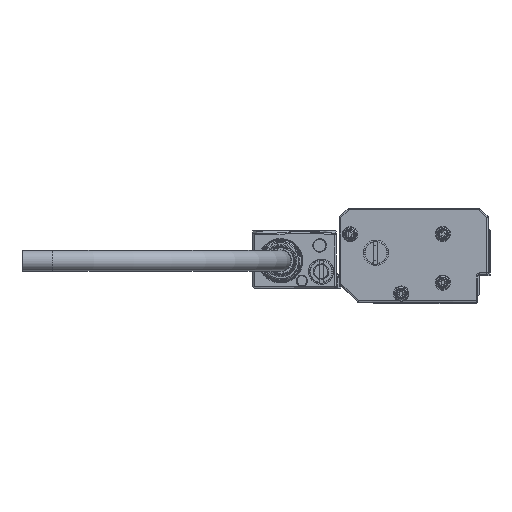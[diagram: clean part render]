
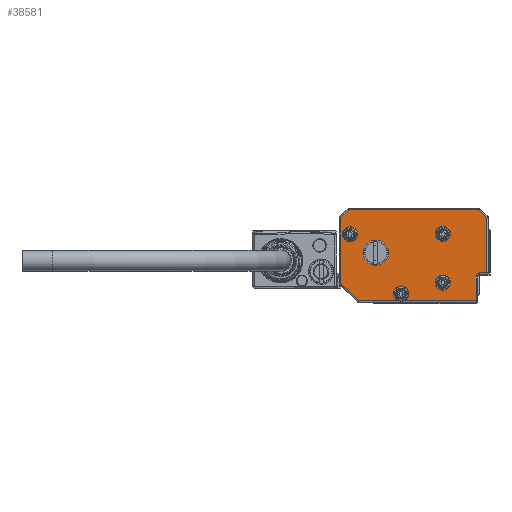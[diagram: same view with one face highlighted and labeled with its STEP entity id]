
A CAD part, left-side view. The second image highlights one B-rep face of the part: STEP entity #38581.
In plain terms, the highlighted planar face has unit normal (-1, 0, 0).
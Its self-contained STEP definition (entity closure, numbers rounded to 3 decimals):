
#38366=AXIS2_PLACEMENT_3D('Circle Axis2P3D',#38364,#38365,$) ;
#38394=AXIS2_PLACEMENT_3D('Circle Axis2P3D',#38392,#38393,$) ;
#38409=AXIS2_PLACEMENT_3D('Plane Axis2P3D',#38406,#38407,#38408) ;
#38413=AXIS2_PLACEMENT_3D('Circle Axis2P3D',#38411,#38412,$) ;
#38420=AXIS2_PLACEMENT_3D('Circle Axis2P3D',#38418,#38419,$) ;
#38427=AXIS2_PLACEMENT_3D('Circle Axis2P3D',#38425,#38426,$) ;
#38439=AXIS2_PLACEMENT_3D('Circle Axis2P3D',#38437,#38438,$) ;
#38511=AXIS2_PLACEMENT_3D('Circle Axis2P3D',#38509,#38510,$) ;
#38520=AXIS2_PLACEMENT_3D('Circle Axis2P3D',#38518,#38519,$) ;
#38529=AXIS2_PLACEMENT_3D('Circle Axis2P3D',#38527,#38528,$) ;
#38538=AXIS2_PLACEMENT_3D('Circle Axis2P3D',#38536,#38537,$) ;
#38547=AXIS2_PLACEMENT_3D('Circle Axis2P3D',#38545,#38546,$) ;
#38556=AXIS2_PLACEMENT_3D('Circle Axis2P3D',#38554,#38555,$) ;
#38565=AXIS2_PLACEMENT_3D('Circle Axis2P3D',#38563,#38564,$) ;
#38574=AXIS2_PLACEMENT_3D('Circle Axis2P3D',#38572,#38573,$) ;
#33204=CARTESIAN_POINT('Vertex',(-773.,8.4,-1.)) ;
#33206=CARTESIAN_POINT('Vertex',(-773.,7.,-1.)) ;
#33209=CARTESIAN_POINT('Line Origine',(-773.,3.5,-1.)) ;
#33213=CARTESIAN_POINT('Vertex',(-773.,21.793,-1.)) ;
#33225=CARTESIAN_POINT('Vertex',(-773.,-17.,-1.)) ;
#33228=CARTESIAN_POINT('Line Origine',(-773.,3.5,-1.)) ;
#38364=CARTESIAN_POINT('Axis2P3D Location',(-773.,7.7,1.4)) ;
#38368=CARTESIAN_POINT('Vertex',(-773.,5.2,1.4)) ;
#38389=CARTESIAN_POINT('Vertex',(-773.,9.894,0.201)) ;
#38392=CARTESIAN_POINT('Axis2P3D Location',(-773.,7.7,1.4)) ;
#38406=CARTESIAN_POINT('Axis2P3D Location',(-773.,-21.5,13.5)) ;
#38411=CARTESIAN_POINT('Axis2P3D Location',(-773.,7.7,1.4)) ;
#38415=CARTESIAN_POINT('Vertex',(-773.,10.2,1.4)) ;
#38418=CARTESIAN_POINT('Axis2P3D Location',(-773.,7.7,1.4)) ;
#38422=CARTESIAN_POINT('Vertex',(-773.,5.506,2.599)) ;
#38425=CARTESIAN_POINT('Axis2P3D Location',(-773.,7.7,1.4)) ;
#38430=CARTESIAN_POINT('Line Origine',(-773.,-17.,3.1)) ;
#38434=CARTESIAN_POINT('Vertex',(-773.,-17.,7.2)) ;
#38437=CARTESIAN_POINT('Axis2P3D Location',(-773.,-18.,7.2)) ;
#38441=CARTESIAN_POINT('Vertex',(-773.,-18.,8.2)) ;
#38444=CARTESIAN_POINT('Line Origine',(-773.,-19.25,8.2)) ;
#38448=CARTESIAN_POINT('Vertex',(-773.,-20.5,8.2)) ;
#38451=CARTESIAN_POINT('Line Origine',(-773.,-20.5,17.246)) ;
#38455=CARTESIAN_POINT('Vertex',(-773.,-20.5,26.293)) ;
#38458=CARTESIAN_POINT('Line Origine',(-773.,-19.146,27.646)) ;
#38462=CARTESIAN_POINT('Vertex',(-773.,-17.793,29.)) ;
#38465=CARTESIAN_POINT('Line Origine',(-773.,3.5,29.)) ;
#38469=CARTESIAN_POINT('Vertex',(-773.,24.793,29.)) ;
#38472=CARTESIAN_POINT('Line Origine',(-773.,26.146,27.646)) ;
#38476=CARTESIAN_POINT('Vertex',(-773.,27.5,26.293)) ;
#38479=CARTESIAN_POINT('Line Origine',(-773.,27.5,15.5)) ;
#38483=CARTESIAN_POINT('Vertex',(-773.,27.5,4.707)) ;
#38486=CARTESIAN_POINT('Line Origine',(-773.,24.646,1.854)) ;
#38509=CARTESIAN_POINT('Axis2P3D Location',(-773.,-6.,5.)) ;
#38513=CARTESIAN_POINT('Vertex',(-773.,-3.806,3.801)) ;
#38515=CARTESIAN_POINT('Vertex',(-773.,-8.194,6.199)) ;
#38518=CARTESIAN_POINT('Axis2P3D Location',(-773.,-6.,5.)) ;
#38527=CARTESIAN_POINT('Axis2P3D Location',(-773.,16.,14.8)) ;
#38531=CARTESIAN_POINT('Vertex',(-773.,11.85,14.8)) ;
#38533=CARTESIAN_POINT('Vertex',(-773.,20.15,14.8)) ;
#38536=CARTESIAN_POINT('Axis2P3D Location',(-773.,16.,14.8)) ;
#38545=CARTESIAN_POINT('Axis2P3D Location',(-773.,-6.,21.)) ;
#38549=CARTESIAN_POINT('Vertex',(-773.,-8.194,22.199)) ;
#38551=CARTESIAN_POINT('Vertex',(-773.,-3.806,19.801)) ;
#38554=CARTESIAN_POINT('Axis2P3D Location',(-773.,-6.,21.)) ;
#38563=CARTESIAN_POINT('Axis2P3D Location',(-773.,24.5,20.9)) ;
#38567=CARTESIAN_POINT('Vertex',(-773.,22.306,22.099)) ;
#38569=CARTESIAN_POINT('Vertex',(-773.,26.694,19.701)) ;
#38572=CARTESIAN_POINT('Axis2P3D Location',(-773.,24.5,20.9)) ;
#33210=DIRECTION('Vector Direction',(0.,1.,0.)) ;
#33229=DIRECTION('Vector Direction',(0.,1.,0.)) ;
#38365=DIRECTION('Axis2P3D Direction',(-1.,0.,0.)) ;
#38393=DIRECTION('Axis2P3D Direction',(-1.,0.,0.)) ;
#38407=DIRECTION('Axis2P3D Direction',(1.,0.,0.)) ;
#38408=DIRECTION('Axis2P3D XDirection',(0.,1.,0.)) ;
#38412=DIRECTION('Axis2P3D Direction',(1.,0.,0.)) ;
#38419=DIRECTION('Axis2P3D Direction',(1.,0.,0.)) ;
#38426=DIRECTION('Axis2P3D Direction',(1.,0.,0.)) ;
#38431=DIRECTION('Vector Direction',(0.,0.,1.)) ;
#38438=DIRECTION('Axis2P3D Direction',(1.,0.,0.)) ;
#38445=DIRECTION('Vector Direction',(0.,-1.,0.)) ;
#38452=DIRECTION('Vector Direction',(0.,0.,1.)) ;
#38459=DIRECTION('Vector Direction',(0.,-0.707,-0.707)) ;
#38466=DIRECTION('Vector Direction',(0.,1.,0.)) ;
#38473=DIRECTION('Vector Direction',(0.,0.707,-0.707)) ;
#38480=DIRECTION('Vector Direction',(0.,0.,-1.)) ;
#38487=DIRECTION('Vector Direction',(0.,-0.707,-0.707)) ;
#38510=DIRECTION('Axis2P3D Direction',(1.,0.,0.)) ;
#38519=DIRECTION('Axis2P3D Direction',(1.,0.,0.)) ;
#38528=DIRECTION('Axis2P3D Direction',(1.,0.,0.)) ;
#38537=DIRECTION('Axis2P3D Direction',(1.,0.,0.)) ;
#38546=DIRECTION('Axis2P3D Direction',(1.,0.,0.)) ;
#38555=DIRECTION('Axis2P3D Direction',(1.,0.,0.)) ;
#38564=DIRECTION('Axis2P3D Direction',(1.,0.,0.)) ;
#38573=DIRECTION('Axis2P3D Direction',(1.,0.,0.)) ;
#33211=VECTOR('Line Direction',#33210,1.) ;
#33230=VECTOR('Line Direction',#33229,1.) ;
#38432=VECTOR('Line Direction',#38431,1.) ;
#38446=VECTOR('Line Direction',#38445,1.) ;
#38453=VECTOR('Line Direction',#38452,1.) ;
#38460=VECTOR('Line Direction',#38459,1.) ;
#38467=VECTOR('Line Direction',#38466,1.) ;
#38474=VECTOR('Line Direction',#38473,1.) ;
#38481=VECTOR('Line Direction',#38480,1.) ;
#38488=VECTOR('Line Direction',#38487,1.) ;
#38492=ORIENTED_EDGE('',*,*,#38396,.T.) ;
#38493=ORIENTED_EDGE('',*,*,#38417,.T.) ;
#38494=ORIENTED_EDGE('',*,*,#38424,.T.) ;
#38495=ORIENTED_EDGE('',*,*,#38429,.T.) ;
#38496=ORIENTED_EDGE('',*,*,#38370,.T.) ;
#38497=ORIENTED_EDGE('',*,*,#33232,.F.) ;
#38498=ORIENTED_EDGE('',*,*,#38436,.F.) ;
#38499=ORIENTED_EDGE('',*,*,#38443,.F.) ;
#38500=ORIENTED_EDGE('',*,*,#38450,.F.) ;
#38501=ORIENTED_EDGE('',*,*,#38457,.F.) ;
#38502=ORIENTED_EDGE('',*,*,#38464,.F.) ;
#38503=ORIENTED_EDGE('',*,*,#38471,.F.) ;
#38504=ORIENTED_EDGE('',*,*,#38478,.F.) ;
#38505=ORIENTED_EDGE('',*,*,#38485,.F.) ;
#38506=ORIENTED_EDGE('',*,*,#38490,.F.) ;
#38507=ORIENTED_EDGE('',*,*,#33215,.F.) ;
#38524=ORIENTED_EDGE('',*,*,#38517,.T.) ;
#38525=ORIENTED_EDGE('',*,*,#38522,.T.) ;
#38542=ORIENTED_EDGE('',*,*,#38535,.T.) ;
#38543=ORIENTED_EDGE('',*,*,#38540,.T.) ;
#38560=ORIENTED_EDGE('',*,*,#38553,.T.) ;
#38561=ORIENTED_EDGE('',*,*,#38558,.T.) ;
#38578=ORIENTED_EDGE('',*,*,#38571,.T.) ;
#38579=ORIENTED_EDGE('',*,*,#38576,.T.) ;
#38526=FACE_BOUND('',#38523,.T.) ;
#38544=FACE_BOUND('',#38541,.T.) ;
#38562=FACE_BOUND('',#38559,.T.) ;
#38580=FACE_BOUND('',#38577,.T.) ;
#38581=ADVANCED_FACE('\X2\FF8AFF9FFF70FF82\X0\ \X2\FF8EFF9EFF83FF9EFF68FF70\X0\',(#38508,#38526,#38544,#38562,#38580),#38410,.F.) ;
#38367=CIRCLE('generated circle',#38366,2.5) ;
#38395=CIRCLE('generated circle',#38394,2.5) ;
#38414=CIRCLE('generated circle',#38413,2.5) ;
#38421=CIRCLE('generated circle',#38420,2.5) ;
#38428=CIRCLE('generated circle',#38427,2.5) ;
#38440=CIRCLE('generated circle',#38439,1.) ;
#38512=CIRCLE('generated circle',#38511,2.5) ;
#38521=CIRCLE('generated circle',#38520,2.5) ;
#38530=CIRCLE('generated circle',#38529,4.15) ;
#38539=CIRCLE('generated circle',#38538,4.15) ;
#38548=CIRCLE('generated circle',#38547,2.5) ;
#38557=CIRCLE('generated circle',#38556,2.5) ;
#38566=CIRCLE('generated circle',#38565,2.5) ;
#38575=CIRCLE('generated circle',#38574,2.5) ;
#33215=EDGE_CURVE('',#33205,#33214,#33212,.T.) ;
#33232=EDGE_CURVE('',#33226,#33207,#33231,.T.) ;
#38370=EDGE_CURVE('',#38369,#33207,#38367,.F.) ;
#38396=EDGE_CURVE('',#33205,#38390,#38395,.F.) ;
#38417=EDGE_CURVE('',#38390,#38416,#38414,.T.) ;
#38424=EDGE_CURVE('',#38416,#38423,#38421,.T.) ;
#38429=EDGE_CURVE('',#38423,#38369,#38428,.T.) ;
#38436=EDGE_CURVE('',#38435,#33226,#38433,.F.) ;
#38443=EDGE_CURVE('',#38442,#38435,#38440,.F.) ;
#38450=EDGE_CURVE('',#38449,#38442,#38447,.F.) ;
#38457=EDGE_CURVE('',#38456,#38449,#38454,.F.) ;
#38464=EDGE_CURVE('',#38463,#38456,#38461,.T.) ;
#38471=EDGE_CURVE('',#38470,#38463,#38468,.F.) ;
#38478=EDGE_CURVE('',#38477,#38470,#38475,.F.) ;
#38485=EDGE_CURVE('',#38484,#38477,#38482,.F.) ;
#38490=EDGE_CURVE('',#33214,#38484,#38489,.F.) ;
#38517=EDGE_CURVE('',#38514,#38516,#38512,.T.) ;
#38522=EDGE_CURVE('',#38516,#38514,#38521,.T.) ;
#38535=EDGE_CURVE('',#38532,#38534,#38530,.T.) ;
#38540=EDGE_CURVE('',#38534,#38532,#38539,.T.) ;
#38553=EDGE_CURVE('',#38550,#38552,#38548,.T.) ;
#38558=EDGE_CURVE('',#38552,#38550,#38557,.T.) ;
#38571=EDGE_CURVE('',#38568,#38570,#38566,.T.) ;
#38576=EDGE_CURVE('',#38570,#38568,#38575,.T.) ;
#38491=EDGE_LOOP('',(#38492,#38493,#38494,#38495,#38496,#38497,#38498,#38499,#38500,#38501,#38502,#38503,#38504,#38505,#38506,#38507)) ;
#38523=EDGE_LOOP('',(#38524,#38525)) ;
#38541=EDGE_LOOP('',(#38542,#38543)) ;
#38559=EDGE_LOOP('',(#38560,#38561)) ;
#38577=EDGE_LOOP('',(#38578,#38579)) ;
#38508=FACE_OUTER_BOUND('',#38491,.T.) ;
#33212=LINE('Line',#33209,#33211) ;
#33231=LINE('Line',#33228,#33230) ;
#38433=LINE('Line',#38430,#38432) ;
#38447=LINE('Line',#38444,#38446) ;
#38454=LINE('Line',#38451,#38453) ;
#38461=LINE('Line',#38458,#38460) ;
#38468=LINE('Line',#38465,#38467) ;
#38475=LINE('Line',#38472,#38474) ;
#38482=LINE('Line',#38479,#38481) ;
#38489=LINE('Line',#38486,#38488) ;
#38410=PLANE('Plane',#38409) ;
#33205=VERTEX_POINT('',#33204) ;
#33207=VERTEX_POINT('',#33206) ;
#33214=VERTEX_POINT('',#33213) ;
#33226=VERTEX_POINT('',#33225) ;
#38369=VERTEX_POINT('',#38368) ;
#38390=VERTEX_POINT('',#38389) ;
#38416=VERTEX_POINT('',#38415) ;
#38423=VERTEX_POINT('',#38422) ;
#38435=VERTEX_POINT('',#38434) ;
#38442=VERTEX_POINT('',#38441) ;
#38449=VERTEX_POINT('',#38448) ;
#38456=VERTEX_POINT('',#38455) ;
#38463=VERTEX_POINT('',#38462) ;
#38470=VERTEX_POINT('',#38469) ;
#38477=VERTEX_POINT('',#38476) ;
#38484=VERTEX_POINT('',#38483) ;
#38514=VERTEX_POINT('',#38513) ;
#38516=VERTEX_POINT('',#38515) ;
#38532=VERTEX_POINT('',#38531) ;
#38534=VERTEX_POINT('',#38533) ;
#38550=VERTEX_POINT('',#38549) ;
#38552=VERTEX_POINT('',#38551) ;
#38568=VERTEX_POINT('',#38567) ;
#38570=VERTEX_POINT('',#38569) ;
